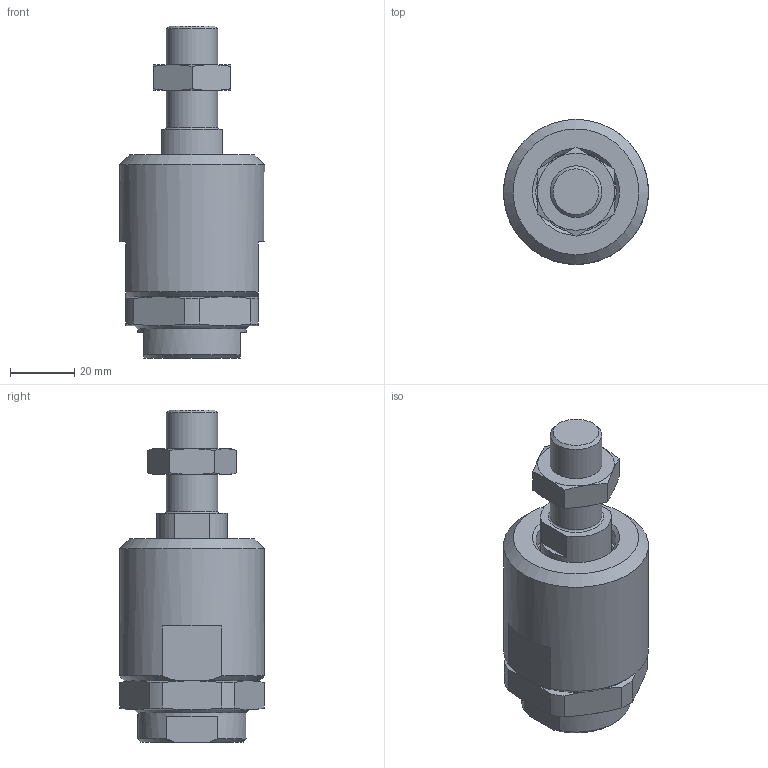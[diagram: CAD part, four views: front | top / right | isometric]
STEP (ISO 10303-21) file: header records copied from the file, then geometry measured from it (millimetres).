
FILE_DESCRIPTION(/* description */ ('STEP AP214'),/* implementation_level */ '2;1');
FILE_NAME(/* name */ '6142_FK-M16X15',/* time_stamp */ '2024-08-21T07:59:26+02:00',/* author */ ('License CC BY-ND 4.0'),/* organization */ ('CADENAS'),/* preprocessor_version */ 'ST-DEVELOPER v19.3',/* originating_system */ 'PARTsolutions',/* authorisation */ ' ');
FILE_SCHEMA (('AUTOMOTIVE_DESIGN {1 0 10303 214 3 1 1}'));
Length unit declared in the file: millimetre
Products named in the file (7): 6142 FK-M16x1.5---(asm_0_0); 6142 FK-M16x1.5---(GE); 6142 FK-M16x1.5---(0BO); DIN-439-B - M16x1.5(F); 6142 FK-M16x1.5---(BU); 6142 FK-M16x1.5---(MU); 6142 FK-M16x1.5---(KG)
Assembly tree (7 placements, depth 2):
  6142 FK-M16x1.5---(asm_0_0)
    6142 FK-M16x1.5---(GE)
    6142 FK-M16x1.5---(0BO)
    DIN-439-B - M16x1.5(F)
    6142 FK-M16x1.5---(BU)
    6142 FK-M16x1.5---(MU)
    6142 FK-M16x1.5---(KG)  x2
Bounding box: 45 x 45 x 103 mm (x, y, z)
Volume: 90626 mm3; surface area: 32683.5 mm2
Topology: 7 solids, 7 shells, 103 faces, 219 edges, 134 vertices
Faces by surface type: plane 42, cone 32, cylinder 24, sphere 4, torus 1
Full cylindrical faces by diameter (mm): 14.376 x2, 16 x1, 16.5 x1, 22 x1, 24 x2, 25 x1, 27.8 x2, 32 x2, 33.8 x1, 34.376 x2, 34.5 x1, 36 x1, 45 x1
Entity records: 2698 total; most frequent: CARTESIAN_POINT 548, DIRECTION 426, ORIENTED_EDGE 344, AXIS2_PLACEMENT_3D 192, EDGE_CURVE 172, EDGE_LOOP 148, FACE_BOUND 148, VERTEX_POINT 126
